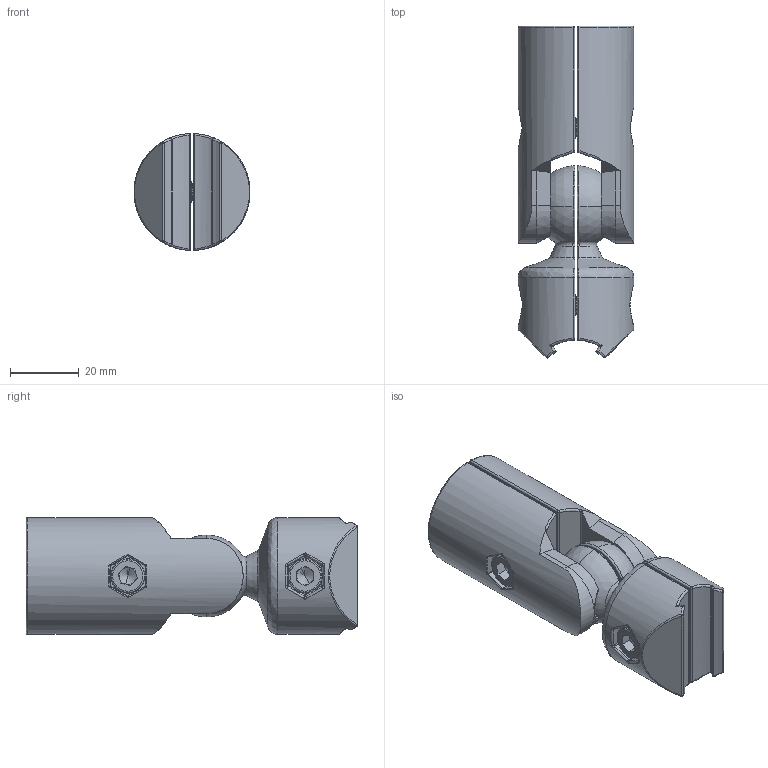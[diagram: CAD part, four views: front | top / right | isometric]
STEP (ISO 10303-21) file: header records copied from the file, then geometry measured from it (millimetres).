
FILE_DESCRIPTION((''),'2;1');
FILE_NAME('14035_ASM','2022-09-19T11:11:33',('PredragRovcanin'),('Audax d.o.o.'),'CREO PARAMETRIC BY PTC INC, 2020281','CREO PARAMETRIC BY PTC INC, 2020281','');
FILE_SCHEMA(('AUTOMOTIVE_DESIGN { 1 0 10303 214 1 1 1 1 }'));
Length unit declared in the file: millimetre
Products named in the file (5): 14035_A; 14035_B; 14035_C; 14035_D; 14035_ASM
Assembly tree (8 placements, depth 2):
  14035_ASM
    14035_A  x2
    14035_B  x2
    14035_C  x2
    14035_D  x2
Bounding box: 33.65 x 96.31 x 33.94 mm (x, y, z)
Volume: 54923.1 mm3; surface area: 23943.7 mm2
Topology: 8 solids, 8 shells, 992 faces, 2254 edges, 1222 vertices
Faces by surface type: torus 262, cone 244, cylinder 182, bspline 126, plane 116, sphere 62
Entity records: 23867 total; most frequent: CARTESIAN_POINT 7349, DIRECTION 2382, ORIENTED_EDGE 2182, PRESENTATION_STYLE_ASSIGNMENT 1346, STYLED_ITEM 1102, CURVE_STYLE 1098, EDGE_CURVE 1091, AXIS2_PLACEMENT_3D 1044
